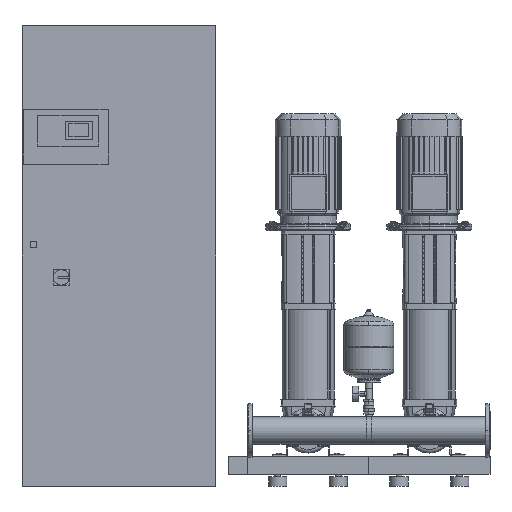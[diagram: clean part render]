
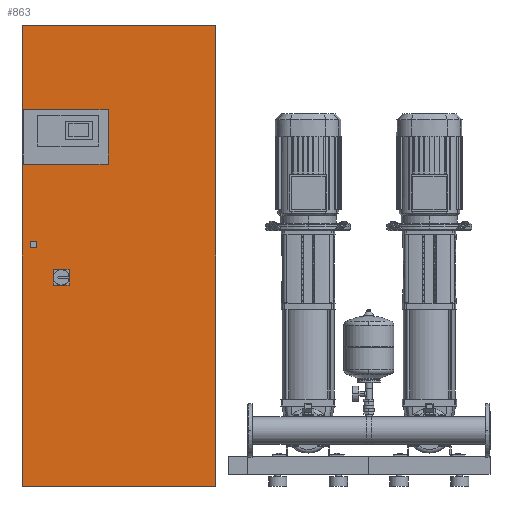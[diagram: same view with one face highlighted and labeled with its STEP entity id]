
A CAD part, front view. The second image highlights one B-rep face of the part: STEP entity #863.
In plain terms, the highlighted planar face has unit normal (0, -1, 0).
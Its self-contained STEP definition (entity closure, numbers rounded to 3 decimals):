
#172=CARTESIAN_POINT('',(-872.,-250.,1009.));
#173=VERTEX_POINT('',#172);
#180=CARTESIAN_POINT('',(-897.,-250.,1009.));
#181=VERTEX_POINT('',#180);
#182=CARTESIAN_POINT('',(-897.,-250.,1009.));
#183=DIRECTION('',(1.0,0.0,0.0));
#184=VECTOR('',#183,25.0);
#185=LINE('',#182,#184);
#186=EDGE_CURVE('',#181,#173,#185,.T.);
#204=CARTESIAN_POINT('',(-897.,-250.,984.));
#205=VERTEX_POINT('',#204);
#206=CARTESIAN_POINT('',(-897.,-250.,984.));
#207=DIRECTION('',(0.0,0.0,1.0));
#208=VECTOR('',#207,25.0);
#209=LINE('',#206,#208);
#210=EDGE_CURVE('',#205,#181,#209,.T.);
#228=CARTESIAN_POINT('',(-872.,-250.,984.));
#229=VERTEX_POINT('',#228);
#230=CARTESIAN_POINT('',(-872.,-250.,984.));
#231=DIRECTION('',(-1.0,0.0,0.0));
#232=VECTOR('',#231,25.0);
#233=LINE('',#230,#232);
#234=EDGE_CURVE('',#229,#205,#233,.T.);
#252=CARTESIAN_POINT('',(-872.,-250.,1009.));
#253=DIRECTION('',(0.0,0.0,-1.0));
#254=VECTOR('',#253,25.0);
#255=LINE('',#252,#254);
#256=EDGE_CURVE('',#173,#229,#255,.T.);
#401=CARTESIAN_POINT('',(-925.,-250.,1554.0));
#402=VERTEX_POINT('',#401);
#409=CARTESIAN_POINT('',(-925.,-250.,1329.0));
#410=VERTEX_POINT('',#409);
#411=CARTESIAN_POINT('',(-925.,-250.,1329.0));
#412=DIRECTION('',(0.0,0.0,1.0));
#413=VECTOR('',#412,225.0);
#414=LINE('',#411,#413);
#415=EDGE_CURVE('',#410,#402,#414,.T.);
#440=CARTESIAN_POINT('',(-575.,-250.,1329.0));
#441=VERTEX_POINT('',#440);
#442=CARTESIAN_POINT('',(-575.,-250.,1329.0));
#443=DIRECTION('',(-1.0,0.0,0.0));
#444=VECTOR('',#443,350.0);
#445=LINE('',#442,#444);
#446=EDGE_CURVE('',#441,#410,#445,.T.);
#471=CARTESIAN_POINT('',(-575.,-250.,1554.0));
#472=VERTEX_POINT('',#471);
#473=CARTESIAN_POINT('',(-575.,-250.,1554.0));
#474=DIRECTION('',(0.0,0.0,-1.0));
#475=VECTOR('',#474,225.0);
#476=LINE('',#473,#475);
#477=EDGE_CURVE('',#472,#441,#476,.T.);
#500=CARTESIAN_POINT('',(-925.,-250.,1554.0));
#501=DIRECTION('',(1.0,0.0,0.0));
#502=VECTOR('',#501,350.0);
#503=LINE('',#500,#502);
#504=EDGE_CURVE('',#402,#472,#503,.T.);
#812=CARTESIAN_POINT('',(-530.,-250.,950.));
#813=DIRECTION('',(0.0,-1.0,0.0));
#814=DIRECTION('',(1.0,0.0,0.0));
#815=AXIS2_PLACEMENT_3D('',#812,#813,#814);
#816=PLANE('',#815);
#817=CARTESIAN_POINT('',(-930.,-250.,1900.0));
#818=VERTEX_POINT('',#817);
#819=CARTESIAN_POINT('',(-130.,-250.,1900.0));
#820=VERTEX_POINT('',#819);
#821=CARTESIAN_POINT('',(-930.,-250.,1900.0));
#822=DIRECTION('',(1.0,0.0,0.0));
#823=VECTOR('',#822,800.);
#824=LINE('',#821,#823);
#825=EDGE_CURVE('',#818,#820,#824,.T.);
#826=ORIENTED_EDGE('',*,*,#825,.F.);
#827=CARTESIAN_POINT('',(-930.0,-250.0,0.));
#828=VERTEX_POINT('',#827);
#829=CARTESIAN_POINT('',(-930.0,-250.0,0.));
#830=DIRECTION('',(0.0,0.0,1.0));
#831=VECTOR('',#830,1900.0);
#832=LINE('',#829,#831);
#833=EDGE_CURVE('',#828,#818,#832,.T.);
#834=ORIENTED_EDGE('',*,*,#833,.F.);
#835=CARTESIAN_POINT('',(-130.0,-250.0,0.));
#836=VERTEX_POINT('',#835);
#837=CARTESIAN_POINT('',(-130.0,-250.0,0.));
#838=DIRECTION('',(-1.0,0.0,0.0));
#839=VECTOR('',#838,800.0);
#840=LINE('',#837,#839);
#841=EDGE_CURVE('',#836,#828,#840,.T.);
#842=ORIENTED_EDGE('',*,*,#841,.F.);
#843=CARTESIAN_POINT('',(-130.,-250.,1900.0));
#844=DIRECTION('',(0.0,0.0,-1.0));
#845=VECTOR('',#844,1900.0);
#846=LINE('',#843,#845);
#847=EDGE_CURVE('',#820,#836,#846,.T.);
#848=ORIENTED_EDGE('',*,*,#847,.F.);
#849=EDGE_LOOP('',(#826,#834,#842,#848));
#850=FACE_OUTER_BOUND('',#849,.T.);
#851=ORIENTED_EDGE('',*,*,#186,.T.);
#852=ORIENTED_EDGE('',*,*,#256,.T.);
#853=ORIENTED_EDGE('',*,*,#234,.T.);
#854=ORIENTED_EDGE('',*,*,#210,.T.);
#855=EDGE_LOOP('',(#851,#852,#853,#854));
#856=FACE_BOUND('',#855,.T.);
#857=ORIENTED_EDGE('',*,*,#415,.T.);
#858=ORIENTED_EDGE('',*,*,#504,.T.);
#859=ORIENTED_EDGE('',*,*,#477,.T.);
#860=ORIENTED_EDGE('',*,*,#446,.T.);
#861=EDGE_LOOP('',(#857,#858,#859,#860));
#862=FACE_BOUND('',#861,.T.);
#863=ADVANCED_FACE('',(#850,#856,#862),#816,.T.);
